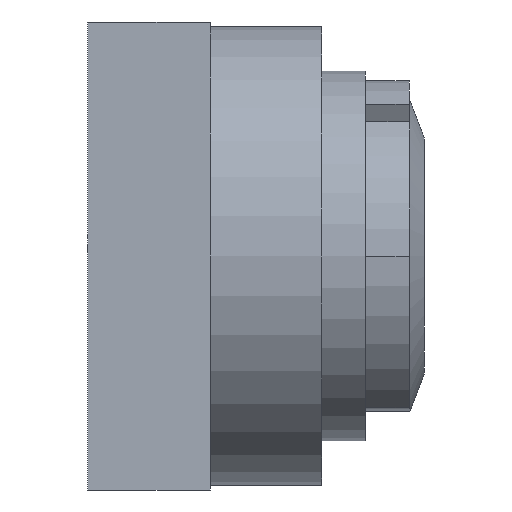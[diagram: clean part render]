
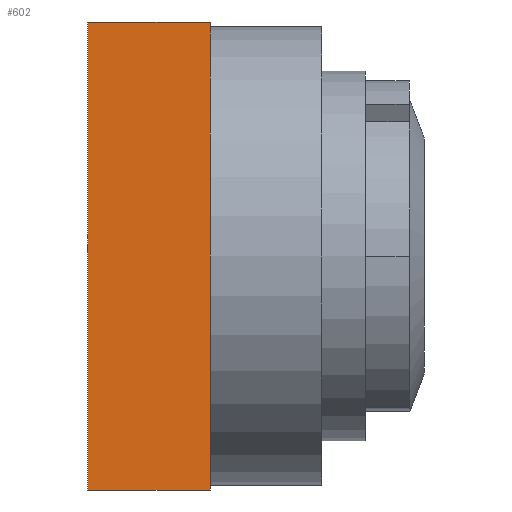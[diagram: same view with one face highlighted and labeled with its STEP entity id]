
A CAD part, left-side view. The second image highlights one B-rep face of the part: STEP entity #602.
In plain terms, the highlighted planar face has unit normal (-1, 0, 0).
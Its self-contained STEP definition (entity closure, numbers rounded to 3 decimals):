
#67=FACE_OUTER_BOUND('',#110,.T.);
#110=EDGE_LOOP('',(#521,#522,#523,#524));
#188=LINE('',#1031,#237);
#192=LINE('',#1038,#241);
#193=LINE('',#1041,#242);
#194=LINE('',#1042,#243);
#237=VECTOR('',#853,10.);
#241=VECTOR('',#859,10.);
#242=VECTOR('',#862,10.);
#243=VECTOR('',#863,10.);
#291=VERTEX_POINT('',#1028);
#292=VERTEX_POINT('',#1030);
#294=VERTEX_POINT('',#1035);
#295=VERTEX_POINT('',#1040);
#368=EDGE_CURVE('',#291,#292,#188,.T.);
#372=EDGE_CURVE('',#294,#292,#192,.T.);
#373=EDGE_CURVE('',#294,#295,#193,.T.);
#374=EDGE_CURVE('',#295,#291,#194,.T.);
#521=ORIENTED_EDGE('',*,*,#373,.F.);
#522=ORIENTED_EDGE('',*,*,#372,.T.);
#523=ORIENTED_EDGE('',*,*,#368,.F.);
#524=ORIENTED_EDGE('',*,*,#374,.F.);
#566=PLANE('',#684);
#602=ADVANCED_FACE('',(#67),#566,.T.);
#684=AXIS2_PLACEMENT_3D('',#1039,#860,#861);
#853=DIRECTION('',(0.,0.,-1.));
#859=DIRECTION('',(0.,-1.,0.));
#860=DIRECTION('center_axis',(-1.,0.,0.));
#861=DIRECTION('ref_axis',(0.,0.,-1.));
#862=DIRECTION('',(0.,0.,1.));
#863=DIRECTION('',(0.,-1.,0.));
#1028=CARTESIAN_POINT('',(-4.,-2.1,4.));
#1030=CARTESIAN_POINT('',(-4.,-2.1,-4.));
#1031=CARTESIAN_POINT('',(-4.,-2.1,-4.));
#1035=CARTESIAN_POINT('',(-4.,0.,-4.));
#1038=CARTESIAN_POINT('',(-4.,0.,-4.));
#1039=CARTESIAN_POINT('Origin',(-4.,0.,4.));
#1040=CARTESIAN_POINT('',(-4.,0.,4.));
#1041=CARTESIAN_POINT('',(-4.,0.,-4.));
#1042=CARTESIAN_POINT('',(-4.,0.,4.));
